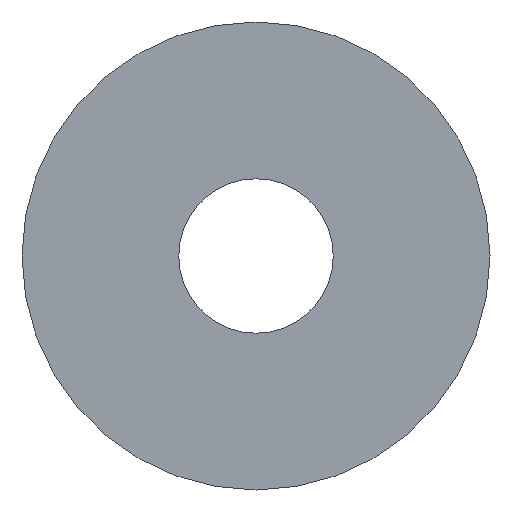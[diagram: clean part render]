
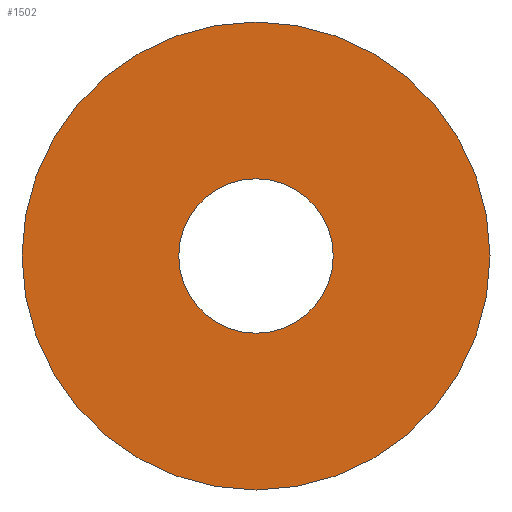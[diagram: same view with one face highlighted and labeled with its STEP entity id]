
A CAD part, left-side view. The second image highlights one B-rep face of the part: STEP entity #1502.
In plain terms, the highlighted planar face has unit normal (-1, 0, 0).
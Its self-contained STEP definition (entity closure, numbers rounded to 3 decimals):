
#638 = VERTEX_POINT( '', #1801 );
#674 = VERTEX_POINT( '', #1842 );
#784 = EDGE_CURVE( '', #1696, #674, #1963, .T. );
#806 = EDGE_CURVE( '', #674, #1696, #1986, .T. );
#818 = EDGE_CURVE( '', #1222, #638, #1998, .T. );
#1048 = EDGE_CURVE( '', #638, #1222, #2243, .T. );
#1222 = VERTEX_POINT( '', #2435 );
#1502 = ADVANCED_FACE( '', ( #2737, #2738 ), #2739, .T. );
#1696 = VERTEX_POINT( '', #2953 );
#1801 = CARTESIAN_POINT( '', ( 0., -1.75, 0. ) );
#1842 = CARTESIAN_POINT( '', ( 0., 5.3, 0. ) );
#1963 = CIRCLE( '', #3342, 5.3 );
#1986 = CIRCLE( '', #3370, 5.3 );
#1998 = CIRCLE( '', #3388, 1.75 );
#2243 = CIRCLE( '', #3859, 1.75 );
#2435 = CARTESIAN_POINT( '', ( 0., 1.75, 0. ) );
#2737 = FACE_BOUND( '', #4649, .T. );
#2738 = FACE_OUTER_BOUND( '', #4650, .T. );
#2739 = PLANE( '', #4651 );
#2953 = CARTESIAN_POINT( '', ( 0., -5.3, 0. ) );
#3342 = AXIS2_PLACEMENT_3D( '', #5316, #5317, #5318 );
#3370 = AXIS2_PLACEMENT_3D( '', #5334, #5335, #5336 );
#3388 = AXIS2_PLACEMENT_3D( '', #5352, #5353, #5354 );
#3859 = AXIS2_PLACEMENT_3D( '', #5640, #5641, #5642 );
#4649 = EDGE_LOOP( '', ( #6178, #6179 ) );
#4650 = EDGE_LOOP( '', ( #6180, #6181 ) );
#4651 = AXIS2_PLACEMENT_3D( '', #6182, #6183, #6184 );
#5316 = CARTESIAN_POINT( '', ( 0., 0., 0. ) );
#5317 = DIRECTION( '', ( -1., 0., 0. ) );
#5318 = DIRECTION( '', ( 0., 1., 0. ) );
#5334 = CARTESIAN_POINT( '', ( 0., 0., 0. ) );
#5335 = DIRECTION( '', ( -1., 0., 0. ) );
#5336 = DIRECTION( '', ( 0., 1., 0. ) );
#5352 = CARTESIAN_POINT( '', ( 0., 0., 0. ) );
#5353 = DIRECTION( '', ( 1., 0., 0. ) );
#5354 = DIRECTION( '', ( 0., 1., 0. ) );
#5640 = CARTESIAN_POINT( '', ( 0., 0., 0. ) );
#5641 = DIRECTION( '', ( 1., 0., 0. ) );
#5642 = DIRECTION( '', ( 0., 1., 0. ) );
#6178 = ORIENTED_EDGE( '', *, *, #818, .T. );
#6179 = ORIENTED_EDGE( '', *, *, #1048, .T. );
#6180 = ORIENTED_EDGE( '', *, *, #806, .T. );
#6181 = ORIENTED_EDGE( '', *, *, #784, .T. );
#6182 = CARTESIAN_POINT( '', ( 0., 2.65, 0. ) );
#6183 = DIRECTION( '', ( -1., 0., 0. ) );
#6184 = DIRECTION( '', ( 0., 1., 0. ) );
